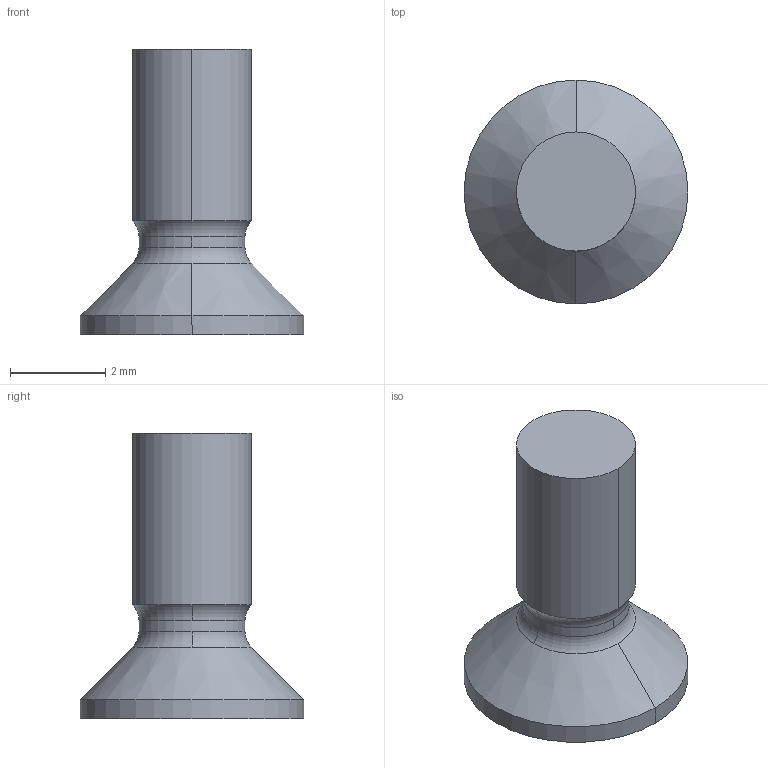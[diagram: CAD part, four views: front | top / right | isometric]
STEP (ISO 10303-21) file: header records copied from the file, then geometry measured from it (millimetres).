
FILE_DESCRIPTION(('STEP AP203'),'1');
FILE_NAME('uni_7688-m2_5x6-1-8_8_0.stp','2020-01-24T16:16:51',('TraceParts'),('TraceParts S.A.'),'Spatial InterOp 3D',' ',' ');
FILE_SCHEMA(('CONFIG_CONTROL_DESIGN'));
Length unit declared in the file: millimetre
Products named in the file (1): 1
Bounding box: 4.7 x 4.7 x 6 mm (x, y, z)
Volume: 35.7 mm3; surface area: 92 mm2
Topology: 1 solids, 1 shells, 76 faces, 214 edges, 139 vertices
Faces by surface type: plane 38, cylinder 14, cone 14, torus 10
Entity records: 2580 total; most frequent: CARTESIAN_POINT 644, ORIENTED_EDGE 424, DIRECTION 378, EDGE_CURVE 212, VERTEX_POINT 139, AXIS2_PLACEMENT_3D 137, LINE 104, VECTOR 104
